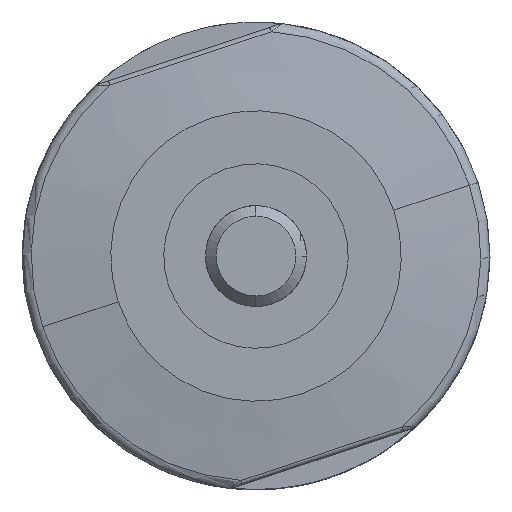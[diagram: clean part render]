
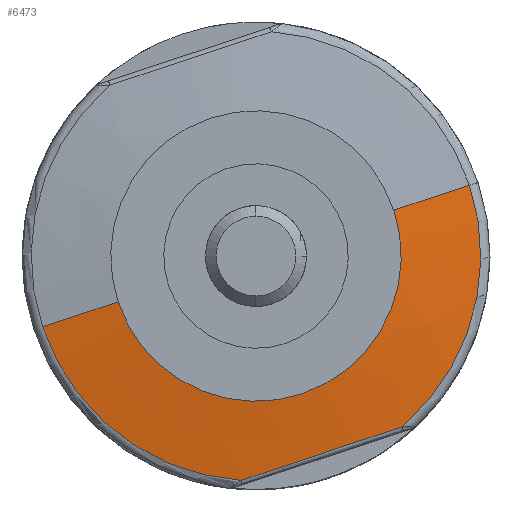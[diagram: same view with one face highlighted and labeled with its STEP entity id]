
A CAD part, front view. The second image highlights one B-rep face of the part: STEP entity #6473.
In plain terms, the highlighted conical face has half-angle 82.113 degrees and reference radius 22.075 mm.
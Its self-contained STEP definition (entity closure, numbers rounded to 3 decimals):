
#181 = DIRECTION ( 'NONE',  ( -0.949, 0., -0.315 ) ) ;
#408 = VERTEX_POINT ( 'NONE', #4549 ) ;
#768 = CARTESIAN_POINT ( 'NONE',  ( -102.699, -88.847, -62.791 ) ) ;
#1055 = AXIS2_PLACEMENT_3D ( 'NONE', #768, #2701, #3901 ) ;
#1209 = CARTESIAN_POINT ( 'NONE',  ( -102.699, -88.727, -62.791 ) ) ;
#1213 = ORIENTED_EDGE ( 'NONE', *, *, #2761, .T. ) ;
#1299 = CARTESIAN_POINT ( 'NONE',  ( -102.699, -89.887, -62.791 ) ) ;
#1556 = ORIENTED_EDGE ( 'NONE', *, *, #4010, .F. ) ;
#1563 = EDGE_CURVE ( 'NONE', #408, #6771, #3476, .T. ) ;
#1592 = AXIS2_PLACEMENT_3D ( 'NONE', #1299, #7456, #181 ) ;
#1604 = DIRECTION ( 'NONE',  ( -0.949, 0., -0.315 ) ) ;
#1755 = LINE ( 'NONE', #4492, #7678 ) ;
#1877 = EDGE_CURVE ( 'NONE', #3473, #408, #3691, .T. ) ;
#1909 = CARTESIAN_POINT ( 'NONE',  ( -93.973, -89.064, -80.592 ) ) ;
#2274 = ORIENTED_EDGE ( 'NONE', *, *, #1877, .T. ) ;
#2664 = VERTEX_POINT ( 'NONE', #3117 ) ;
#2701 = DIRECTION ( 'NONE',  ( 0., -1., 0. ) ) ;
#2760 = DIRECTION ( 'NONE',  ( 0., -1., 0. ) ) ;
#2761 = EDGE_CURVE ( 'NONE', #3799, #6348, #7085, .T. ) ;
#2778 = DIRECTION ( 'NONE',  ( 0., 1., 0. ) ) ;
#2876 = CARTESIAN_POINT ( 'NONE',  ( -82.566, -88.847, -56.11 ) ) ;
#3117 = CARTESIAN_POINT ( 'NONE',  ( -89.694, -89.887, -58.475 ) ) ;
#3136 = CARTESIAN_POINT ( 'NONE',  ( -104.123, -88.847, -83.955 ) ) ;
#3226 = ORIENTED_EDGE ( 'NONE', *, *, #1563, .T. ) ;
#3351 = ORIENTED_EDGE ( 'NONE', *, *, #4617, .T. ) ;
#3473 = VERTEX_POINT ( 'NONE', #7908 ) ;
#3476 = CIRCLE ( 'NONE', #1055, 21.212 ) ;
#3691 = B_SPLINE_CURVE_WITH_KNOTS ( 'NONE', 3,
 ( #3136, #4997, #7454, #1909, #4404, #6861 ),
 .UNSPECIFIED., .F., .F.,
 ( 4, 2, 4 ),
 ( 0., 0.008, 0.016 ),
 .UNSPECIFIED. ) ;
#3797 = CARTESIAN_POINT ( 'NONE',  ( -122.831, -88.847, -69.471 ) ) ;
#3799 = VERTEX_POINT ( 'NONE', #5581 ) ;
#3901 = DIRECTION ( 'NONE',  ( -0.949, 0., -0.315 ) ) ;
#4010 = EDGE_CURVE ( 'NONE', #2664, #6771, #1755, .T. ) ;
#4404 = CARTESIAN_POINT ( 'NONE',  ( -91.438, -88.986, -79.749 ) ) ;
#4407 = AXIS2_PLACEMENT_3D ( 'NONE', #7778, #2760, #1604 ) ;
#4492 = CARTESIAN_POINT ( 'NONE',  ( -81.747, -88.727, -55.838 ) ) ;
#4549 = CARTESIAN_POINT ( 'NONE',  ( -88.904, -88.847, -78.905 ) ) ;
#4617 = EDGE_CURVE ( 'NONE', #6348, #3473, #6731, .T. ) ;
#4711 = VECTOR ( 'NONE', #7763, 1000. ) ;
#4997 = CARTESIAN_POINT ( 'NONE',  ( -101.587, -88.986, -83.117 ) ) ;
#5064 = CONICAL_SURFACE ( 'NONE', #7002, 22.075, 1.433 ) ;
#5581 = CARTESIAN_POINT ( 'NONE',  ( -115.703, -89.887, -67.106 ) ) ;
#5875 = DIRECTION ( 'NONE',  ( 0.949, 0., 0.315 ) ) ;
#6052 = ORIENTED_EDGE ( 'NONE', *, *, #7915, .F. ) ;
#6244 = CIRCLE ( 'NONE', #1592, 13.701 ) ;
#6348 = VERTEX_POINT ( 'NONE', #3797 ) ;
#6384 = EDGE_LOOP ( 'NONE', ( #6052, #1213, #3351, #2274, #3226, #1556 ) ) ;
#6473 = ADVANCED_FACE ( 'NONE', ( #6726 ), #5064, .T. ) ;
#6726 = FACE_OUTER_BOUND ( 'NONE', #6384, .T. ) ;
#6731 = CIRCLE ( 'NONE', #4407, 21.212 ) ;
#6771 = VERTEX_POINT ( 'NONE', #2876 ) ;
#6861 = CARTESIAN_POINT ( 'NONE',  ( -88.904, -88.847, -78.905 ) ) ;
#7002 = AXIS2_PLACEMENT_3D ( 'NONE', #1209, #2778, #5875 ) ;
#7085 = LINE ( 'NONE', #7721, #4711 ) ;
#7454 = CARTESIAN_POINT ( 'NONE',  ( -99.048, -89.064, -82.276 ) ) ;
#7456 = DIRECTION ( 'NONE',  ( 0., -1., 0. ) ) ;
#7548 = DIRECTION ( 'NONE',  ( 0.94, 0.137, 0.312 ) ) ;
#7678 = VECTOR ( 'NONE', #7548, 1000. ) ;
#7721 = CARTESIAN_POINT ( 'NONE',  ( -123.65, -88.727, -69.743 ) ) ;
#7763 = DIRECTION ( 'NONE',  ( -0.94, 0.137, -0.312 ) ) ;
#7778 = CARTESIAN_POINT ( 'NONE',  ( -102.699, -88.847, -62.791 ) ) ;
#7908 = CARTESIAN_POINT ( 'NONE',  ( -104.123, -88.847, -83.955 ) ) ;
#7915 = EDGE_CURVE ( 'NONE', #3799, #2664, #6244, .T. ) ;
